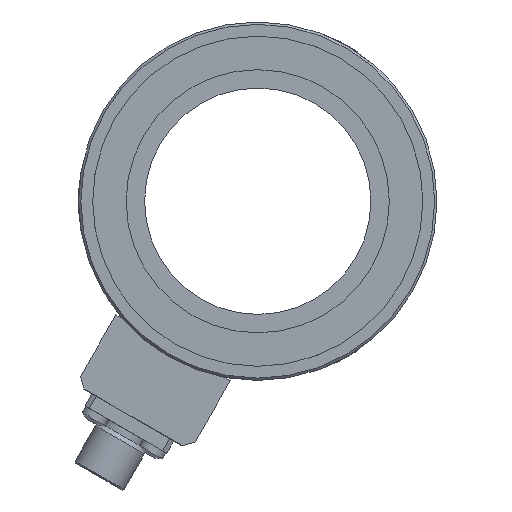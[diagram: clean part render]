
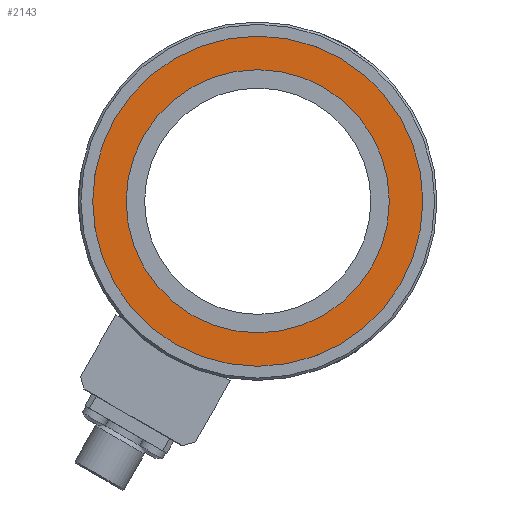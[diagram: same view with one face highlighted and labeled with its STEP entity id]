
A CAD part, left-side view. The second image highlights one B-rep face of the part: STEP entity #2143.
In plain terms, the highlighted planar face has unit normal (-1, 0, 0).
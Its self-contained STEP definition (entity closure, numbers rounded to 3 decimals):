
#519=FACE_BOUND('',#716,.T.);
#580=FACE_OUTER_BOUND('',#715,.T.);
#715=EDGE_LOOP('',(#1496));
#716=EDGE_LOOP('',(#1497));
#911=CIRCLE('',#2504,35.);
#912=CIRCLE('',#2505,27.9);
#1014=VERTEX_POINT('',#3438);
#1015=VERTEX_POINT('',#3440);
#1207=EDGE_CURVE('',#1014,#1014,#911,.T.);
#1208=EDGE_CURVE('',#1015,#1015,#912,.T.);
#1496=ORIENTED_EDGE('',*,*,#1207,.T.);
#1497=ORIENTED_EDGE('',*,*,#1208,.F.);
#2074=PLANE('',#2503);
#2143=ADVANCED_FACE('',(#580,#519),#2074,.T.);
#2503=AXIS2_PLACEMENT_3D('',#3437,#2765,#2766);
#2504=AXIS2_PLACEMENT_3D('',#3439,#2767,#2768);
#2505=AXIS2_PLACEMENT_3D('',#3441,#2769,#2770);
#2765=DIRECTION('center_axis',(-1.,0.,0.));
#2766=DIRECTION('ref_axis',(0.,0.,1.));
#2767=DIRECTION('center_axis',(-1.,0.,0.));
#2768=DIRECTION('ref_axis',(0.,0.,-1.));
#2769=DIRECTION('center_axis',(-1.,0.,0.));
#2770=DIRECTION('ref_axis',(0.,0.,1.));
#3437=CARTESIAN_POINT('Origin',(1.5,27.9,0.));
#3438=CARTESIAN_POINT('',(1.5,-35.,0.));
#3439=CARTESIAN_POINT('Origin',(1.5,0.,0.));
#3440=CARTESIAN_POINT('',(1.5,-27.9,0.));
#3441=CARTESIAN_POINT('Origin',(1.5,0.,0.));
